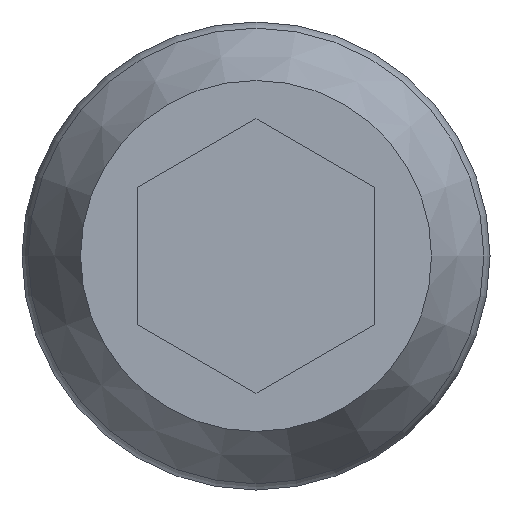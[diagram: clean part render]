
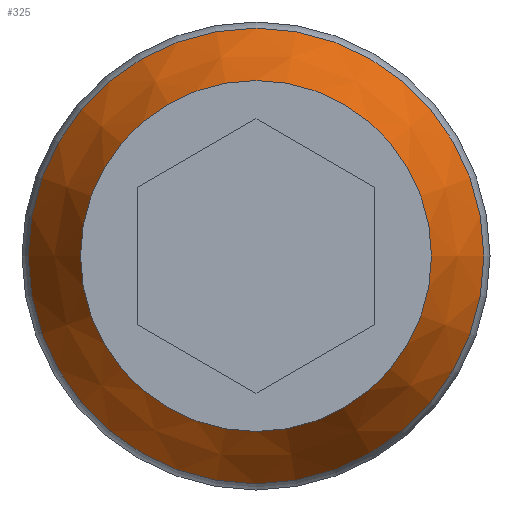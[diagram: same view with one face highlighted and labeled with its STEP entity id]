
A CAD part, left-side view. The second image highlights one B-rep face of the part: STEP entity #325.
In plain terms, the highlighted conical face has half-angle 26.565 degrees and reference radius 3.5 mm.
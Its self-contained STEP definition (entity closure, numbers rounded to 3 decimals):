
#15=CONICAL_SURFACE('',#369,3.5,0.464);
#29=FACE_OUTER_BOUND('',#49,.T.);
#49=EDGE_LOOP('',(#247,#248,#249,#250,#251));
#74=LINE('',#531,#106);
#106=VECTOR('',#435,3.5);
#134=CIRCLE('',#366,3.894);
#135=CIRCLE('',#367,3.894);
#137=CIRCLE('',#370,3.);
#154=VERTEX_POINT('',#523);
#155=VERTEX_POINT('',#525);
#156=VERTEX_POINT('',#530);
#189=EDGE_CURVE('',#154,#155,#134,.T.);
#190=EDGE_CURVE('',#155,#154,#135,.T.);
#192=EDGE_CURVE('',#155,#156,#74,.T.);
#193=EDGE_CURVE('',#156,#156,#137,.T.);
#247=ORIENTED_EDGE('',*,*,#190,.F.);
#248=ORIENTED_EDGE('',*,*,#192,.T.);
#249=ORIENTED_EDGE('',*,*,#193,.T.);
#250=ORIENTED_EDGE('',*,*,#192,.F.);
#251=ORIENTED_EDGE('',*,*,#189,.F.);
#325=ADVANCED_FACE('',(#29),#15,.T.);
#366=AXIS2_PLACEMENT_3D('',#526,#427,#428);
#367=AXIS2_PLACEMENT_3D('',#527,#429,#430);
#369=AXIS2_PLACEMENT_3D('',#529,#433,#434);
#370=AXIS2_PLACEMENT_3D('',#532,#436,#437);
#427=DIRECTION('center_axis',(1.,0.,0.));
#428=DIRECTION('ref_axis',(0.,1.,0.));
#429=DIRECTION('center_axis',(1.,0.,0.));
#430=DIRECTION('ref_axis',(0.,1.,0.));
#433=DIRECTION('center_axis',(1.,0.,0.));
#434=DIRECTION('ref_axis',(0.,1.,0.));
#435=DIRECTION('',(-0.894,0.447,0.));
#436=DIRECTION('center_axis',(1.,0.,0.));
#437=DIRECTION('ref_axis',(0.,1.,0.));
#523=CARTESIAN_POINT('',(34.57,21.001,3.894));
#525=CARTESIAN_POINT('',(34.57,17.107,0.));
#526=CARTESIAN_POINT('Origin',(34.57,21.001,0.));
#527=CARTESIAN_POINT('Origin',(34.57,21.001,0.));
#529=CARTESIAN_POINT('Origin',(33.781,21.001,0.));
#530=CARTESIAN_POINT('',(32.781,18.001,0.));
#531=CARTESIAN_POINT('',(33.781,17.501,0.));
#532=CARTESIAN_POINT('Origin',(32.781,21.001,0.));
